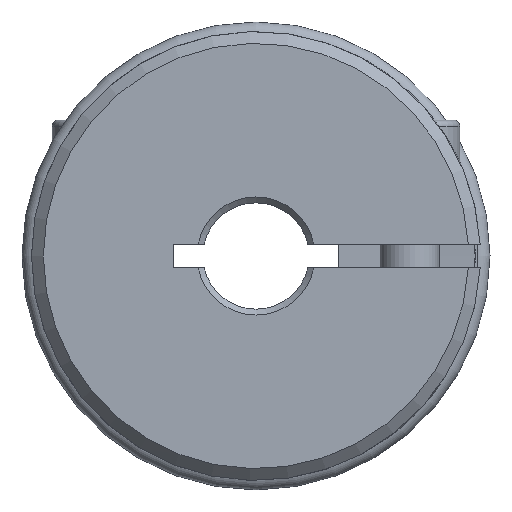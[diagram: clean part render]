
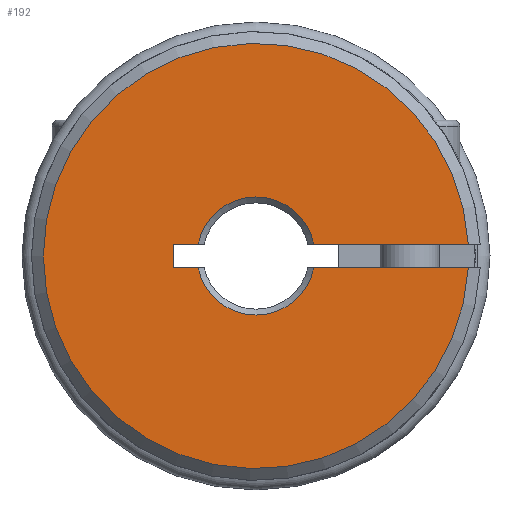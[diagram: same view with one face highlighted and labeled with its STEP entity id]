
A CAD part, left-side view. The second image highlights one B-rep face of the part: STEP entity #192.
In plain terms, the highlighted planar face has unit normal (-1, 0, 0).
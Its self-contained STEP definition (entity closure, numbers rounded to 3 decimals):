
#192 = ADVANCED_FACE( '', ( #481 ), #482, .T. );
#481 = FACE_OUTER_BOUND( '', #886, .T. );
#482 = PLANE( '', #887 );
#886 = EDGE_LOOP( '', ( #1402, #1403, #1404, #1405, #1406, #1407, #1408, #1409 ) );
#887 = AXIS2_PLACEMENT_3D( '', #1410, #1411, #1412 );
#1402 = ORIENTED_EDGE( '', *, *, #2212, .F. );
#1403 = ORIENTED_EDGE( '', *, *, #2213, .T. );
#1404 = ORIENTED_EDGE( '', *, *, #2214, .F. );
#1405 = ORIENTED_EDGE( '', *, *, #2215, .F. );
#1406 = ORIENTED_EDGE( '', *, *, #2216, .F. );
#1407 = ORIENTED_EDGE( '', *, *, #2217, .T. );
#1408 = ORIENTED_EDGE( '', *, *, #2141, .F. );
#1409 = ORIENTED_EDGE( '', *, *, #2210, .F. );
#1410 = CARTESIAN_POINT( '', ( -13.15, 0., 3. ) );
#1411 = DIRECTION( '', ( -1., 0., 0. ) );
#1412 = DIRECTION( '', ( 0., 1., 0. ) );
#2141 = EDGE_CURVE( '', #2518, #2520, #2521, .T. );
#2210 = EDGE_CURVE( '', #2629, #2518, #2631, .T. );
#2212 = EDGE_CURVE( '', #2633, #2629, #2634, .T. );
#2213 = EDGE_CURVE( '', #2633, #2635, #2636, .T. );
#2214 = EDGE_CURVE( '', #2637, #2635, #2638, .T. );
#2215 = EDGE_CURVE( '', #2639, #2637, #2640, .T. );
#2216 = EDGE_CURVE( '', #2641, #2639, #2642, .T. );
#2217 = EDGE_CURVE( '', #2641, #2520, #2643, .T. );
#2518 = VERTEX_POINT( '', #3037 );
#2520 = VERTEX_POINT( '', #3039 );
#2521 = LINE( '', #3040, #3041 );
#2629 = VERTEX_POINT( '', #3294 );
#2631 = CIRCLE( '', #3296, 18. );
#2633 = VERTEX_POINT( '', #3298 );
#2634 = LINE( '', #3299, #3300 );
#2635 = VERTEX_POINT( '', #3301 );
#2636 = CIRCLE( '', #3302, 5. );
#2637 = VERTEX_POINT( '', #3303 );
#2638 = LINE( '', #3304, #3305 );
#2639 = VERTEX_POINT( '', #3306 );
#2640 = LINE( '', #3307, #3308 );
#2641 = VERTEX_POINT( '', #3309 );
#2642 = LINE( '', #3310, #3311 );
#2643 = CIRCLE( '', #3312, 5. );
#3037 = CARTESIAN_POINT( '', ( -13.15, -17.972, 1. ) );
#3039 = CARTESIAN_POINT( '', ( -13.15, -4.899, 1. ) );
#3040 = CARTESIAN_POINT( '', ( -13.15, 0., 1. ) );
#3041 = VECTOR( '', #3888, 1000. );
#3294 = CARTESIAN_POINT( '', ( -13.15, -17.972, -1. ) );
#3296 = AXIS2_PLACEMENT_3D( '', #4001, #4002, #4003 );
#3298 = CARTESIAN_POINT( '', ( -13.15, -4.899, -1. ) );
#3299 = CARTESIAN_POINT( '', ( -13.15, 0., -1. ) );
#3300 = VECTOR( '', #4004, 1000. );
#3301 = CARTESIAN_POINT( '', ( -13.15, 4.899, -1. ) );
#3302 = AXIS2_PLACEMENT_3D( '', #4005, #4006, #4007 );
#3303 = CARTESIAN_POINT( '', ( -13.15, 7., -1. ) );
#3304 = CARTESIAN_POINT( '', ( -13.15, 0., -1. ) );
#3305 = VECTOR( '', #4008, 1000. );
#3306 = CARTESIAN_POINT( '', ( -13.15, 7., 1. ) );
#3307 = CARTESIAN_POINT( '', ( -13.15, 7., 3. ) );
#3308 = VECTOR( '', #4009, 1000. );
#3309 = CARTESIAN_POINT( '', ( -13.15, 4.899, 1. ) );
#3310 = CARTESIAN_POINT( '', ( -13.15, 0., 1. ) );
#3311 = VECTOR( '', #4010, 1000. );
#3312 = AXIS2_PLACEMENT_3D( '', #4011, #4012, #4013 );
#3888 = DIRECTION( '', ( 0., 1., 0. ) );
#4001 = CARTESIAN_POINT( '', ( -13.15, 0., 0. ) );
#4002 = DIRECTION( '', ( 1., 0., 0. ) );
#4003 = DIRECTION( '', ( 0., 0., 1. ) );
#4004 = DIRECTION( '', ( 0., -1., 0. ) );
#4005 = CARTESIAN_POINT( '', ( -13.15, 0., 0. ) );
#4006 = DIRECTION( '', ( 1., 0., 0. ) );
#4007 = DIRECTION( '', ( 0., -1., 0. ) );
#4008 = DIRECTION( '', ( 0., -1., 0. ) );
#4009 = DIRECTION( '', ( 0., 0., -1. ) );
#4010 = DIRECTION( '', ( 0., 1., 0. ) );
#4011 = CARTESIAN_POINT( '', ( -13.15, 0., 0. ) );
#4012 = DIRECTION( '', ( 1., 0., 0. ) );
#4013 = DIRECTION( '', ( 0., -1., 0. ) );
